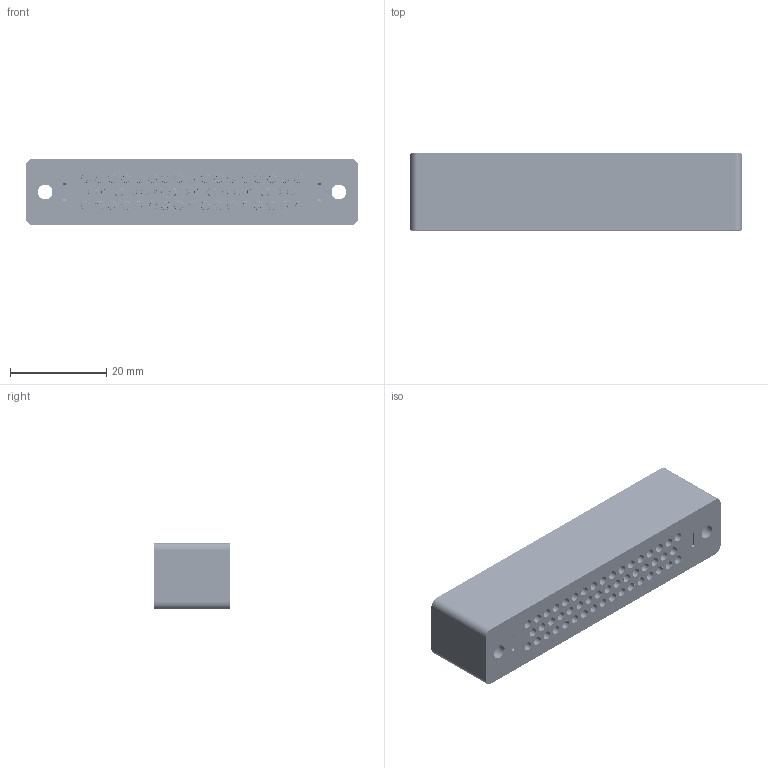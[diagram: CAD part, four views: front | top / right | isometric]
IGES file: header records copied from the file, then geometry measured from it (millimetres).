
Start section: SolidWorks IGES file using analytic representation for surfaces
Global section: file name: 19829-01-A.IGS; native system: SolidWorks 2016; preprocessor: SolidWorks 2016; author: lee sanders; date: 171122.081625; units: inch
Bounding box: 69.09 x 16 x 13.87 mm (x, y, z)
Surface area: 14090.5 mm2 (no closed solid volume)
Topology: 0 solids, 0 shells, 2087 faces, 32554 edges, 32450 vertices
Faces by surface type: revolution 1354, bspline 733
